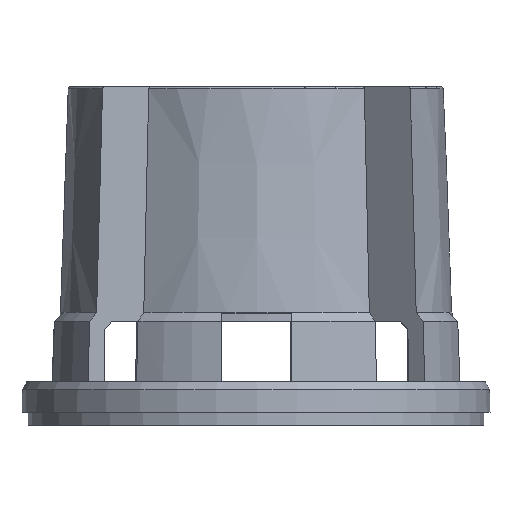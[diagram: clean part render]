
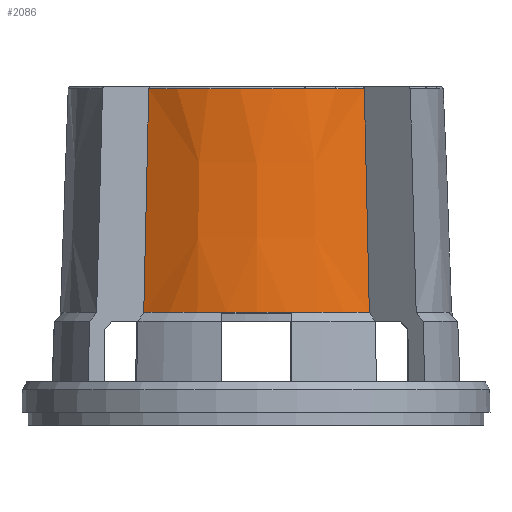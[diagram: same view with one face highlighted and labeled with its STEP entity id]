
A CAD part, left-side view. The second image highlights one B-rep face of the part: STEP entity #2086.
In plain terms, the highlighted conical face has half-angle 2 degrees and reference radius 4.6 mm.
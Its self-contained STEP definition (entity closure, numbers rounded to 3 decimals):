
#103=B_SPLINE_CURVE_WITH_KNOTS('',3,(#3637,#3638,#3639,#3640),
 .UNSPECIFIED.,.F.,.F.,(4,4),(0.,0.005),
 .UNSPECIFIED.);
#104=B_SPLINE_CURVE_WITH_KNOTS('',3,(#3643,#3644,#3645,#3646),
 .UNSPECIFIED.,.F.,.F.,(4,4),(0.,0.005),
 .UNSPECIFIED.);
#183=CONICAL_SURFACE('',#2291,4.6,2.);
#251=FACE_OUTER_BOUND('',#357,.T.);
#357=EDGE_LOOP('',(#1558,#1559,#1560,#1561));
#691=CIRCLE('',#2251,4.509);
#714=CIRCLE('',#2292,4.329);
#870=VERTEX_POINT('',#3399);
#871=VERTEX_POINT('',#3404);
#912=VERTEX_POINT('',#3636);
#913=VERTEX_POINT('',#3641);
#1106=EDGE_CURVE('',#870,#871,#691,.T.);
#1180=EDGE_CURVE('',#912,#870,#103,.T.);
#1181=EDGE_CURVE('',#912,#913,#714,.T.);
#1182=EDGE_CURVE('',#871,#913,#104,.T.);
#1558=ORIENTED_EDGE('',*,*,#1180,.F.);
#1559=ORIENTED_EDGE('',*,*,#1181,.T.);
#1560=ORIENTED_EDGE('',*,*,#1182,.F.);
#1561=ORIENTED_EDGE('',*,*,#1106,.F.);
#2086=ADVANCED_FACE('',(#251),#183,.T.);
#2251=AXIS2_PLACEMENT_3D('',#3405,#2630,#2631);
#2291=AXIS2_PLACEMENT_3D('',#3635,#2736,#2737);
#2292=AXIS2_PLACEMENT_3D('',#3642,#2738,#2739);
#2630=DIRECTION('center_axis',(0.,0.,-1.));
#2631=DIRECTION('ref_axis',(0.003,-1.,0.));
#2736=DIRECTION('center_axis',(0.,0.,-1.));
#2737=DIRECTION('ref_axis',(-0.003,1.,0.));
#2738=DIRECTION('center_axis',(0.,0.,-1.));
#2739=DIRECTION('ref_axis',(0.003,-1.,0.));
#3399=CARTESIAN_POINT('',(-3.675,-2.613,1.18));
#3404=CARTESIAN_POINT('',(-3.692,2.588,1.18));
#3405=CARTESIAN_POINT('Origin',(0.,0.,
1.18));
#3635=CARTESIAN_POINT('Origin',(0.,0.,
-1.42));
#3636=CARTESIAN_POINT('',(-3.537,-2.496,6.332));
#3637=CARTESIAN_POINT('Ctrl Pts',(-3.537,-2.496,6.332));
#3638=CARTESIAN_POINT('Ctrl Pts',(-3.583,-2.535,4.614));
#3639=CARTESIAN_POINT('Ctrl Pts',(-3.629,-2.574,2.897));
#3640=CARTESIAN_POINT('Ctrl Pts',(-3.675,-2.613,1.18));
#3641=CARTESIAN_POINT('',(-3.554,2.473,6.332));
#3642=CARTESIAN_POINT('Origin',(0.,0.,
6.332));
#3643=CARTESIAN_POINT('Ctrl Pts',(-3.692,2.588,1.18));
#3644=CARTESIAN_POINT('Ctrl Pts',(-3.646,2.55,2.897));
#3645=CARTESIAN_POINT('Ctrl Pts',(-3.6,2.511,4.614));
#3646=CARTESIAN_POINT('Ctrl Pts',(-3.554,2.473,6.332));
